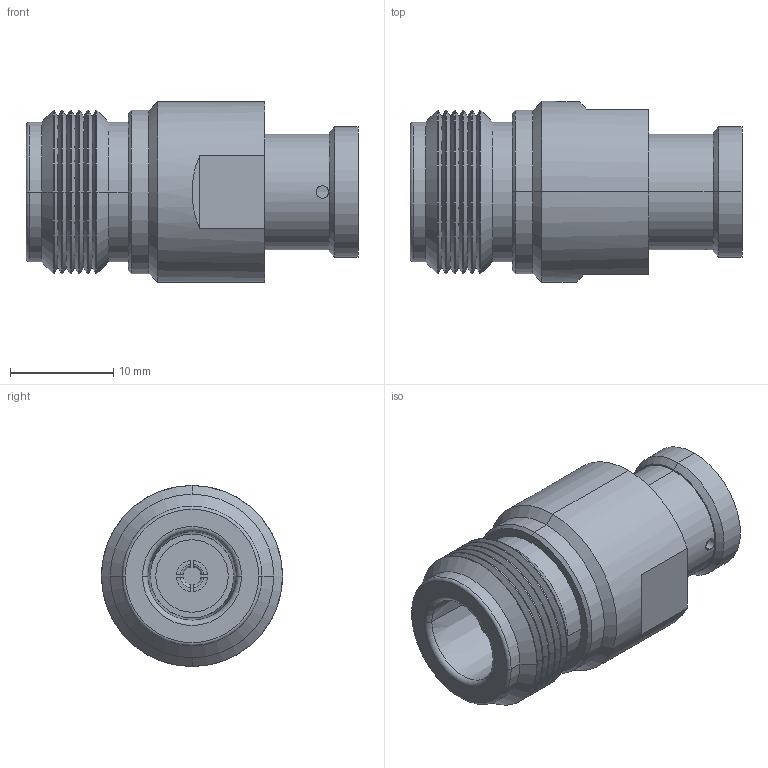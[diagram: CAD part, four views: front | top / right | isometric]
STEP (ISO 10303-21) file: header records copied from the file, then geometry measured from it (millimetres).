
FILE_DESCRIPTION (( 'STEP AP214' ), '1' );
FILE_NAME ('TC-375-NF-LP_3D.STEP', '2021-09-03T19:07:04', ( '' ), ( '' ), 'SwSTEP 2.0', 'SolidWorks 2021', '' );
FILE_SCHEMA (( 'AUTOMOTIVE_DESIGN' ));
Length unit declared in the file: inch
Products named in the file (1): TC-375-NF-LP_3D
Bounding box: 32.08 x 17.5 x 17.5 mm (x, y, z)
Volume: 4633.1 mm3; surface area: 2715.3 mm2
Topology: 1 solids, 1 shells, 106 faces, 228 edges, 134 vertices
Faces by surface type: cylinder 40, cone 34, plane 24, torus 8
Entity records: 2968 total; most frequent: CARTESIAN_POINT 575, DIRECTION 536, ORIENTED_EDGE 456, EDGE_CURVE 228, AXIS2_PLACEMENT_3D 215, VERTEX_POINT 134, EDGE_LOOP 118, CIRCLE 108
